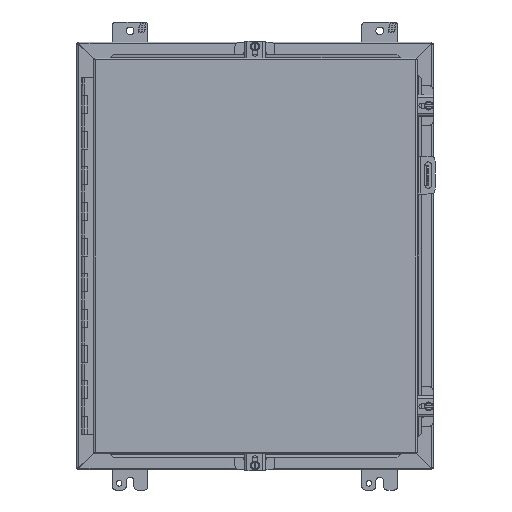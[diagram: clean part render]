
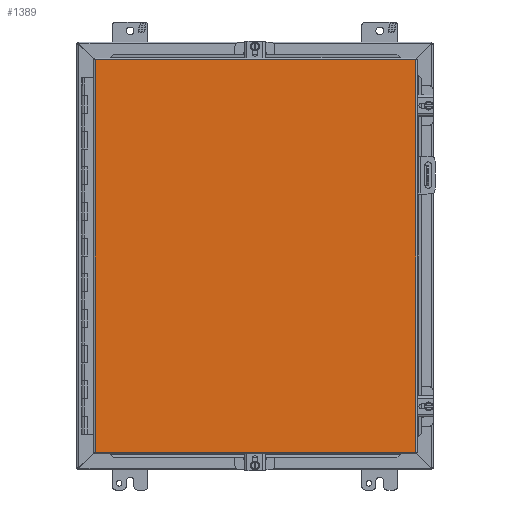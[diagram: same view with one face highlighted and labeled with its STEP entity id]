
A CAD part, front view. The second image highlights one B-rep face of the part: STEP entity #1389.
In plain terms, the highlighted planar face has unit normal (0, -1, 0).
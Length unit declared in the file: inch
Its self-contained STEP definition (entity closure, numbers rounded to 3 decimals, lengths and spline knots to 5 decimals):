
#1307 = AXIS2_PLACEMENT_3D ( 'NONE', #19354, #20042, #5740 ) ;
#1389 = ADVANCED_FACE ( 'NONE', ( #27441 ), #26524, .T. ) ;
#4768 = CARTESIAN_POINT ( 'NONE',  ( 9.018, -11.21, 10.9945 ) ) ;
#4890 = DIRECTION ( 'NONE',  ( 0., 0., 1. ) ) ;
#5740 = DIRECTION ( 'NONE',  ( 0., 0., -1. ) ) ;
#7902 = VECTOR ( 'NONE', #29942, 39.37008 ) ;
#8075 = VECTOR ( 'NONE', #32766, 39.37008 ) ;
#8963 = VERTEX_POINT ( 'NONE', #31184 ) ;
#9120 = CARTESIAN_POINT ( 'NONE',  ( 9.018, -11.21, 10.9945 ) ) ;
#10638 = LINE ( 'NONE', #4768, #33904 ) ;
#11060 = ORIENTED_EDGE ( 'NONE', *, *, #31721, .F. ) ;
#12331 = EDGE_LOOP ( 'NONE', ( #28441, #41562, #13861, #11060 ) ) ;
#13861 = ORIENTED_EDGE ( 'NONE', *, *, #37811, .F. ) ;
#18901 = CARTESIAN_POINT ( 'NONE',  ( -8.954, -11.21, 10.9945 ) ) ;
#19354 = CARTESIAN_POINT ( 'NONE',  ( -8.954, -11.21, -10.9945 ) ) ;
#20042 = DIRECTION ( 'NONE',  ( 0., -1., 0. ) ) ;
#20906 = CARTESIAN_POINT ( 'NONE',  ( -8.954, -11.21, -10.9945 ) ) ;
#22599 = LINE ( 'NONE', #18901, #8075 ) ;
#26262 = LINE ( 'NONE', #29269, #7902 ) ;
#26524 = PLANE ( 'NONE',  #1307 ) ;
#26606 = VERTEX_POINT ( 'NONE', #31522 ) ;
#27084 = EDGE_CURVE ( 'NONE', #26606, #43719, #22599, .T. ) ;
#27441 = FACE_OUTER_BOUND ( 'NONE', #12331, .T. ) ;
#27704 = VERTEX_POINT ( 'NONE', #20906 ) ;
#28441 = ORIENTED_EDGE ( 'NONE', *, *, #35935, .F. ) ;
#28869 = VECTOR ( 'NONE', #4890, 39.37008 ) ;
#29269 = CARTESIAN_POINT ( 'NONE',  ( 9.018, -11.21, -10.9945 ) ) ;
#29942 = DIRECTION ( 'NONE',  ( -1., 0., 0. ) ) ;
#31184 = CARTESIAN_POINT ( 'NONE',  ( 9.018, -11.21, -10.9945 ) ) ;
#31522 = CARTESIAN_POINT ( 'NONE',  ( -8.954, -11.21, 10.9945 ) ) ;
#31721 = EDGE_CURVE ( 'NONE', #8963, #27704, #26262, .T. ) ;
#32766 = DIRECTION ( 'NONE',  ( 1., 0., 0. ) ) ;
#32939 = DIRECTION ( 'NONE',  ( 0., 0., -1. ) ) ;
#33291 = LINE ( 'NONE', #37198, #28869 ) ;
#33904 = VECTOR ( 'NONE', #32939, 39.37008 ) ;
#35935 = EDGE_CURVE ( 'NONE', #43719, #8963, #10638, .T. ) ;
#37198 = CARTESIAN_POINT ( 'NONE',  ( -8.954, -11.21, -10.9945 ) ) ;
#37811 = EDGE_CURVE ( 'NONE', #27704, #26606, #33291, .T. ) ;
#41562 = ORIENTED_EDGE ( 'NONE', *, *, #27084, .F. ) ;
#43719 = VERTEX_POINT ( 'NONE', #9120 ) ;
